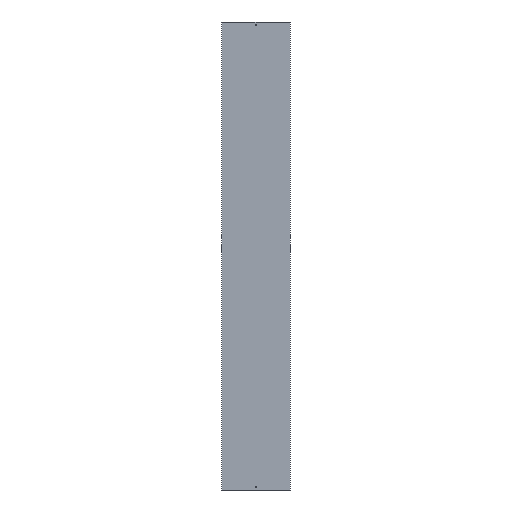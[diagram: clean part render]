
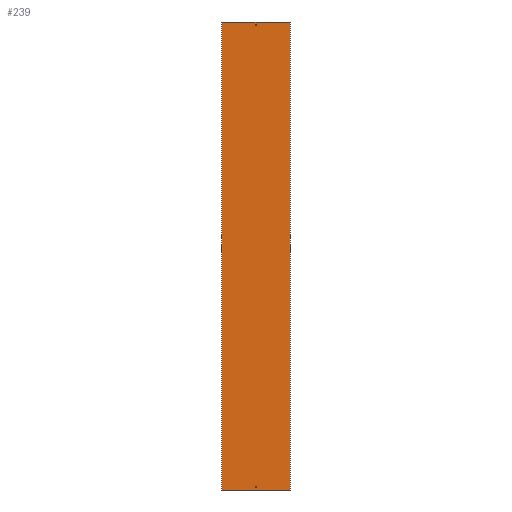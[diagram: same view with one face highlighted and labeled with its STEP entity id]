
A CAD part, front view. The second image highlights one B-rep face of the part: STEP entity #239.
In plain terms, the highlighted planar face has unit normal (0, -1, 0).
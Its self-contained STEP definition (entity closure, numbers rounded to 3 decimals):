
#2 = CIRCLE ( 'NONE', #393, 2.75 ) ;
#33 = VERTEX_POINT ( 'NONE', #203 ) ;
#41 = LINE ( 'NONE', #481, #477 ) ;
#44 = FACE_OUTER_BOUND ( 'NONE', #567, .T. ) ;
#56 = EDGE_CURVE ( 'NONE', #466, #373, #209, .T. ) ;
#64 = DIRECTION ( 'NONE',  ( 0., -1., 0. ) ) ;
#74 = ORIENTED_EDGE ( 'NONE', *, *, #520, .F. ) ;
#86 = LINE ( 'NONE', #604, #405 ) ;
#89 = VERTEX_POINT ( 'NONE', #537 ) ;
#100 = VECTOR ( 'NONE', #549, 1000. ) ;
#126 = ORIENTED_EDGE ( 'NONE', *, *, #273, .T. ) ;
#128 = LINE ( 'NONE', #236, #100 ) ;
#134 = DIRECTION ( 'NONE',  ( 1., 0., 0. ) ) ;
#136 = DIRECTION ( 'NONE',  ( 1., 0., 0. ) ) ;
#142 = DIRECTION ( 'NONE',  ( 0., -1., 0. ) ) ;
#143 = AXIS2_PLACEMENT_3D ( 'NONE', #282, #594, #134 ) ;
#147 = EDGE_CURVE ( 'NONE', #33, #373, #128, .T. ) ;
#157 = CIRCLE ( 'NONE', #501, 2.75 ) ;
#158 = CARTESIAN_POINT ( 'NONE',  ( -146.183, -1.5, -1000. ) ) ;
#167 = DIRECTION ( 'NONE',  ( -1., 0., 0. ) ) ;
#171 = EDGE_CURVE ( 'NONE', #384, #237, #419, .T. ) ;
#183 = EDGE_LOOP ( 'NONE', ( #334, #74 ) ) ;
#203 = CARTESIAN_POINT ( 'NONE',  ( 146.183, -1.5, 1000. ) ) ;
#204 = CARTESIAN_POINT ( 'NONE',  ( 146.183, -1.5, -1000. ) ) ;
#209 = LINE ( 'NONE', #363, #337 ) ;
#232 = EDGE_CURVE ( 'NONE', #89, #33, #86, .T. ) ;
#236 = CARTESIAN_POINT ( 'NONE',  ( 146.183, -1.5, 1000. ) ) ;
#237 = VERTEX_POINT ( 'NONE', #600 ) ;
#239 = ADVANCED_FACE ( 'NONE', ( #516, #560, #44 ), #569, .F. ) ;
#271 = DIRECTION ( 'NONE',  ( 0., -1., 0. ) ) ;
#273 = EDGE_CURVE ( 'NONE', #89, #466, #41, .T. ) ;
#277 = VERTEX_POINT ( 'NONE', #388 ) ;
#282 = CARTESIAN_POINT ( 'NONE',  ( 0., -1.5, 986. ) ) ;
#283 = VERTEX_POINT ( 'NONE', #397 ) ;
#293 = ORIENTED_EDGE ( 'NONE', *, *, #232, .F. ) ;
#300 = CARTESIAN_POINT ( 'NONE',  ( 2.75, -1.5, 986. ) ) ;
#334 = ORIENTED_EDGE ( 'NONE', *, *, #171, .F. ) ;
#337 = VECTOR ( 'NONE', #533, 1000. ) ;
#338 = DIRECTION ( 'NONE',  ( -1., 0., 0. ) ) ;
#348 = EDGE_CURVE ( 'NONE', #277, #283, #2, .T. ) ;
#363 = CARTESIAN_POINT ( 'NONE',  ( 144., -1.5, -1000. ) ) ;
#365 = CARTESIAN_POINT ( 'NONE',  ( 0., -1.5, 986. ) ) ;
#373 = VERTEX_POINT ( 'NONE', #204 ) ;
#384 = VERTEX_POINT ( 'NONE', #300 ) ;
#388 = CARTESIAN_POINT ( 'NONE',  ( 2.75, -1.5, -986. ) ) ;
#390 = DIRECTION ( 'NONE',  ( -1., 0., 0. ) ) ;
#393 = AXIS2_PLACEMENT_3D ( 'NONE', #614, #142, #338 ) ;
#397 = CARTESIAN_POINT ( 'NONE',  ( -2.75, -1.5, -986. ) ) ;
#405 = VECTOR ( 'NONE', #136, 1000. ) ;
#419 = CIRCLE ( 'NONE', #143, 2.75 ) ;
#421 = ORIENTED_EDGE ( 'NONE', *, *, #551, .F. ) ;
#426 = EDGE_LOOP ( 'NONE', ( #432, #421 ) ) ;
#432 = ORIENTED_EDGE ( 'NONE', *, *, #348, .F. ) ;
#444 = DIRECTION ( 'NONE',  ( 0., 1., 0. ) ) ;
#466 = VERTEX_POINT ( 'NONE', #158 ) ;
#472 = ORIENTED_EDGE ( 'NONE', *, *, #56, .T. ) ;
#477 = VECTOR ( 'NONE', #609, 1000. ) ;
#481 = CARTESIAN_POINT ( 'NONE',  ( -146.183, -1.5, 1000. ) ) ;
#484 = CARTESIAN_POINT ( 'NONE',  ( 144., -1.5, 1000. ) ) ;
#500 = DIRECTION ( 'NONE',  ( 1., 0., 0. ) ) ;
#501 = AXIS2_PLACEMENT_3D ( 'NONE', #582, #271, #167 ) ;
#505 = AXIS2_PLACEMENT_3D ( 'NONE', #484, #444, #390 ) ;
#516 = FACE_BOUND ( 'NONE', #183, .T. ) ;
#520 = EDGE_CURVE ( 'NONE', #237, #384, #531, .T. ) ;
#531 = CIRCLE ( 'NONE', #606, 2.75 ) ;
#533 = DIRECTION ( 'NONE',  ( 1., 0., 0. ) ) ;
#537 = CARTESIAN_POINT ( 'NONE',  ( -146.183, -1.5, 1000. ) ) ;
#549 = DIRECTION ( 'NONE',  ( 0., 0., -1. ) ) ;
#551 = EDGE_CURVE ( 'NONE', #283, #277, #157, .T. ) ;
#558 = ORIENTED_EDGE ( 'NONE', *, *, #147, .F. ) ;
#560 = FACE_BOUND ( 'NONE', #426, .T. ) ;
#567 = EDGE_LOOP ( 'NONE', ( #472, #558, #293, #126 ) ) ;
#569 = PLANE ( 'NONE',  #505 ) ;
#582 = CARTESIAN_POINT ( 'NONE',  ( 0., -1.5, -986. ) ) ;
#594 = DIRECTION ( 'NONE',  ( 0., -1., 0. ) ) ;
#600 = CARTESIAN_POINT ( 'NONE',  ( -2.75, -1.5, 986. ) ) ;
#604 = CARTESIAN_POINT ( 'NONE',  ( 144., -1.5, 1000. ) ) ;
#606 = AXIS2_PLACEMENT_3D ( 'NONE', #365, #64, #500 ) ;
#609 = DIRECTION ( 'NONE',  ( 0., 0., -1. ) ) ;
#614 = CARTESIAN_POINT ( 'NONE',  ( 0., -1.5, -986. ) ) ;
